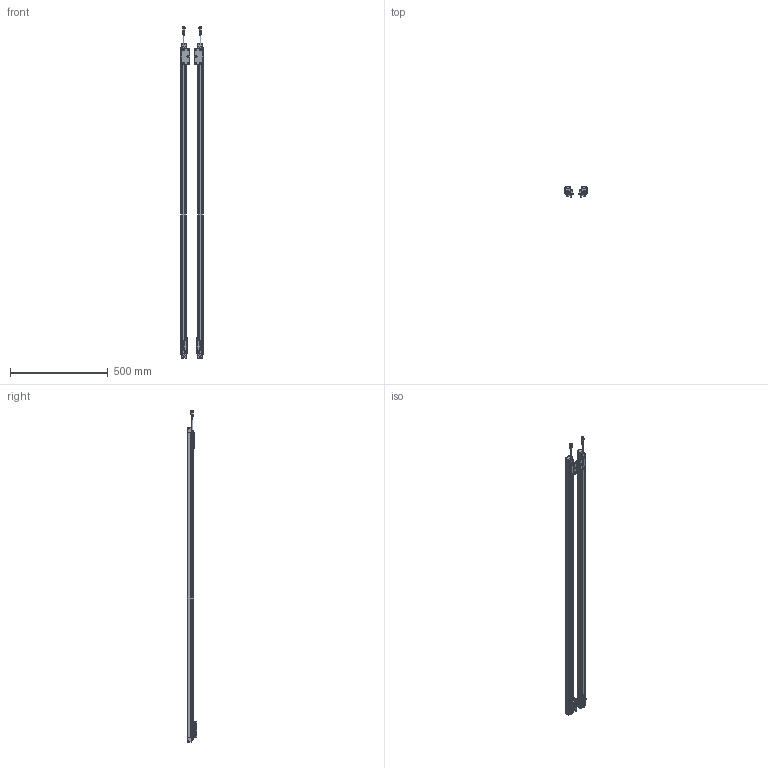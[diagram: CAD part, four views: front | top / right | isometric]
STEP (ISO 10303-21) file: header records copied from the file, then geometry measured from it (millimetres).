
FILE_DESCRIPTION (( 'STEP AP214' ), '1' );
FILE_NAME ('FLG-H26-1580.STEP', '2024-11-14T20:38:43', ( '' ), ( '' ), 'SwSTEP 2.0', 'SolidWorks 2023', '' );
FILE_SCHEMA (( 'AUTOMOTIVE_DESIGN' ));
Length unit declared in the file: millimetre
Products named in the file (1): FLG-H26-1580
Bounding box: 112.8 x 50.06 x 1700.55 mm (x, y, z)
Volume: 2567019.1 mm3; surface area: 620576.9 mm2
Topology: 11 solids, 11 shells, 1671 faces, 4333 edges, 2750 vertices
Faces by surface type: plane 818, cylinder 456, cone 176, bspline 96, torus 83, sphere 42
Full cylindrical faces by diameter (mm): 0.8 x12, 1.5 x8, 2.5 x4, 3 x16, 3.7 x4, 4.5 x16, 5 x8, 5.5 x12, 8.5 x4, 9.5 x2, 10 x4, 10.5 x2, 10.8 x2, 12.102 x2, 14.7 x2
Entity records: 66814 total; most frequent: CARTESIAN_POINT 30266, ORIENTED_EDGE 7746, DIRECTION 6728, EDGE_CURVE 3873, VERTEX_POINT 2551, AXIS2_PLACEMENT_3D 2402, EDGE_LOOP 2062, LINE 1924
